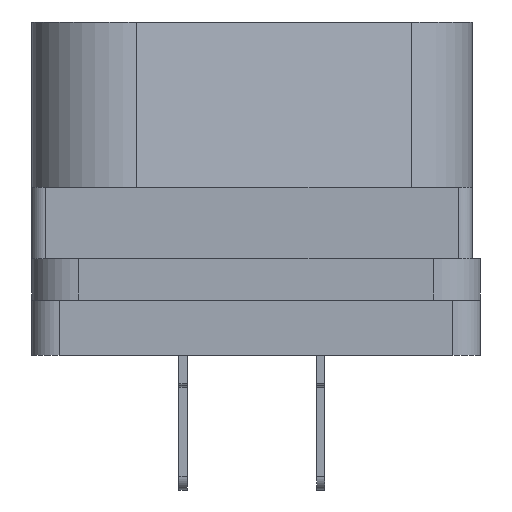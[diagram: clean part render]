
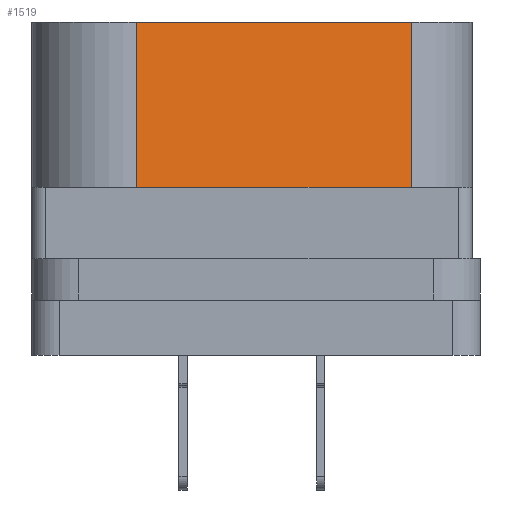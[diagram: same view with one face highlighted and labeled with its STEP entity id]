
A CAD part, left-side view. The second image highlights one B-rep face of the part: STEP entity #1519.
In plain terms, the highlighted face is planar.
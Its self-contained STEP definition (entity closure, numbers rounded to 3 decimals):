
#52 = EDGE_CURVE ( 'NONE', #4056, #6488, #4871, .T. ) ;
#87 = VERTEX_POINT ( 'NONE', #5384 ) ;
#233 = AXIS2_PLACEMENT_3D ( 'NONE', #3911, #2048, #1454 ) ;
#258 = ORIENTED_EDGE ( 'NONE', *, *, #3388, .F. ) ;
#539 = CARTESIAN_POINT ( 'NONE',  ( 9.708, 8.6, -20.658 ) ) ;
#614 = VECTOR ( 'NONE', #5639, 1000. ) ;
#687 = VECTOR ( 'NONE', #6657, 1000. ) ;
#690 = CARTESIAN_POINT ( 'NONE',  ( 12.488, 8.6, -10.658 ) ) ;
#817 = LINE ( 'NONE', #4402, #614 ) ;
#1381 = PLANE ( 'NONE',  #233 ) ;
#1454 = DIRECTION ( 'NONE',  ( 0.268, 0., 0.963 ) ) ;
#1519 = ADVANCED_FACE ( 'NONE', ( #2607 ), #1381, .T. ) ;
#1930 = ORIENTED_EDGE ( 'NONE', *, *, #52, .F. ) ;
#2048 = DIRECTION ( 'NONE',  ( -0.963, 0., 0.268 ) ) ;
#2391 = VECTOR ( 'NONE', #5542, 1000. ) ;
#2607 = FACE_OUTER_BOUND ( 'NONE', #4222, .T. ) ;
#2823 = CARTESIAN_POINT ( 'NONE',  ( 12.488, 2.6, -10.658 ) ) ;
#2855 = DIRECTION ( 'NONE',  ( -0.268, 0., -0.963 ) ) ;
#3050 = LINE ( 'NONE', #539, #687 ) ;
#3388 = EDGE_CURVE ( 'NONE', #6488, #7425, #817, .T. ) ;
#3911 = CARTESIAN_POINT ( 'NONE',  ( 14.342, 8.6, -3.987 ) ) ;
#4056 = VERTEX_POINT ( 'NONE', #690 ) ;
#4222 = EDGE_LOOP ( 'NONE', ( #258, #1930, #6567, #6169 ) ) ;
#4402 = CARTESIAN_POINT ( 'NONE',  ( 14.342, 2.6, -3.987 ) ) ;
#4473 = EDGE_CURVE ( 'NONE', #4056, #87, #7178, .T. ) ;
#4871 = LINE ( 'NONE', #4898, #2391 ) ;
#4898 = CARTESIAN_POINT ( 'NONE',  ( 12.488, 8.6, -10.658 ) ) ;
#4999 = CARTESIAN_POINT ( 'NONE',  ( 9.708, 2.6, -20.658 ) ) ;
#5384 = CARTESIAN_POINT ( 'NONE',  ( 9.708, 8.6, -20.658 ) ) ;
#5542 = DIRECTION ( 'NONE',  ( 0., -1., 0. ) ) ;
#5563 = VECTOR ( 'NONE', #2855, 1000. ) ;
#5639 = DIRECTION ( 'NONE',  ( -0.268, 0., -0.963 ) ) ;
#6169 = ORIENTED_EDGE ( 'NONE', *, *, #7624, .T. ) ;
#6488 = VERTEX_POINT ( 'NONE', #2823 ) ;
#6567 = ORIENTED_EDGE ( 'NONE', *, *, #4473, .T. ) ;
#6657 = DIRECTION ( 'NONE',  ( 0., -1., 0. ) ) ;
#7058 = CARTESIAN_POINT ( 'NONE',  ( 14.342, 8.6, -3.987 ) ) ;
#7178 = LINE ( 'NONE', #7058, #5563 ) ;
#7425 = VERTEX_POINT ( 'NONE', #4999 ) ;
#7624 = EDGE_CURVE ( 'NONE', #87, #7425, #3050, .T. ) ;
